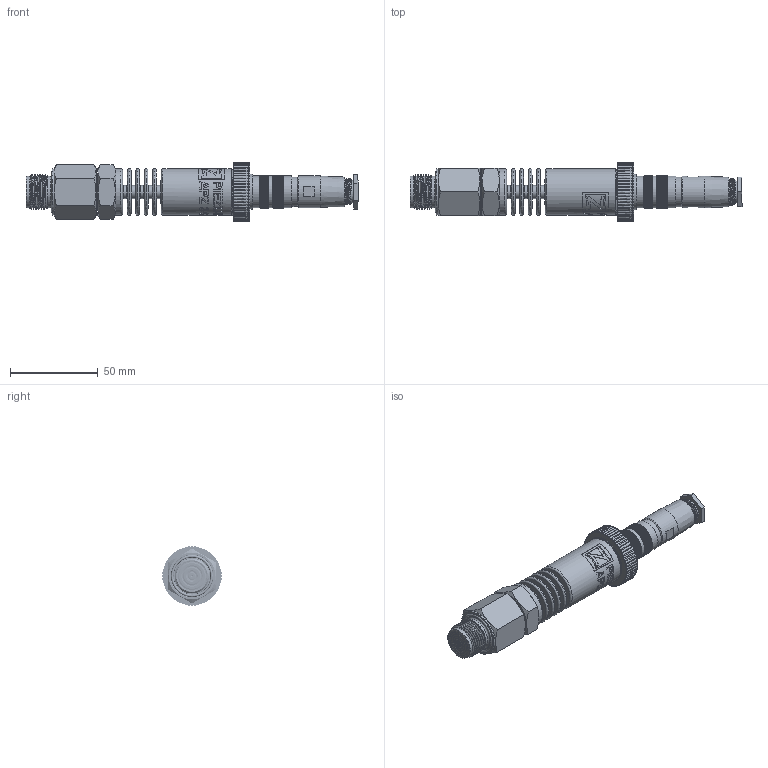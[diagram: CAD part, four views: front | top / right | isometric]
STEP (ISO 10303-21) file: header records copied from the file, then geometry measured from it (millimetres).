
FILE_DESCRIPTION(/* description */ (''),/* implementation_level */ '2;1');
FILE_NAME(/* name */ 'APZ3420m_M20x1,5DIN-flush_radiator_7.step',/* time_stamp */ '2021-07-06T15:40:55+03:00',/* author */ (''),/* organization */ (''),/* preprocessor_version */ 'ST-DEVELOPER v18.1',/* originating_system */ 'Autodesk Translation Framework v10.9.0.1377',/* authorisation */ '');
FILE_SCHEMA (('AUTOMOTIVE_DESIGN { 1 0 10303 214 3 1 1 }'));
Length unit declared in the file: millimetre
Products named in the file (8): АПЗ 3420м заполненная; G 1/4 EN Radiator; OMAL nut M27x1.5; Ш100.000.005; Binder 723 assembly; Binder 723 female; Binder 723 male; M20x1,5DIN diaphragm 18 v8
Assembly tree (7 placements, depth 3):
  АПЗ 3420м заполненная
    G 1/4 EN Radiator
    OMAL nut M27x1.5
    Ш100.000.005
    Binder 723 assembly
      Binder 723 female
      Binder 723 male
    M20x1,5DIN diaphragm 18 v8
Bounding box: 189.08 x 34 x 34 mm (x, y, z)
Volume: 76888.1 mm3; surface area: 33990.4 mm2
Topology: 10 solids, 10 shells, 3656 faces, 9278 edges, 6075 vertices
Faces by surface type: plane 2178, cylinder 658, bspline 479, cone 304, torus 37
Full cylindrical faces by diameter (mm): 1 x15, 1.5 x5, 2 x1, 3.3 x1, 4 x1, 5 x2, 5.1 x1, 7.5 x5, 9.5 x2, 10 x1, 11 x1, 11.445 x5, 11.8 x1, 12 x1, 13 x1, 13.157 x9, 13.5 x1, 13.741 x3, 14.884 x2, 15.044 x5, 15.2 x1, 15.908 x4, 16.8 x1, 17.044 x7, 17.283 x6, 17.6 x1, 17.908 x7, 18 x6, 18.124 x7, 18.137 x5
Entity records: 144765 total; most frequent: CARTESIAN_POINT 57515, ORIENTED_EDGE 18554, DIRECTION 18439, EDGE_CURVE 9277, AXIS2_PLACEMENT_3D 7948, VERTEX_POINT 6075, EDGE_LOOP 4100, ELLIPSE 3870
